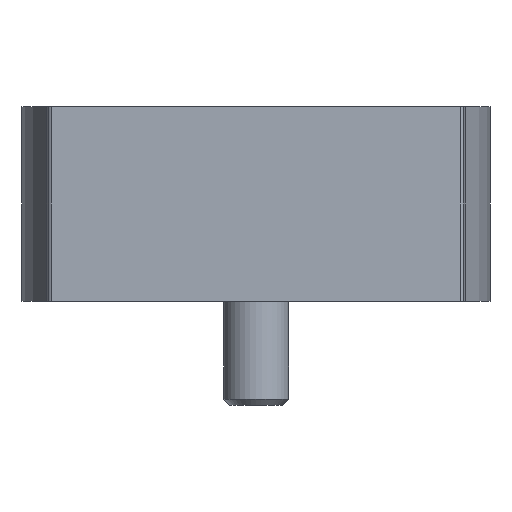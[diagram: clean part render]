
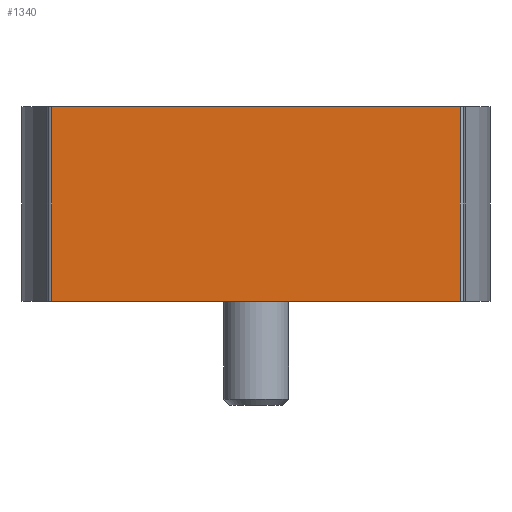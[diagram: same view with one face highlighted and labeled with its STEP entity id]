
A CAD part, left-side view. The second image highlights one B-rep face of the part: STEP entity #1340.
In plain terms, the highlighted face is planar.
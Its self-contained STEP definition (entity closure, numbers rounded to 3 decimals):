
#238=ORIENTED_EDGE('',*,*,#547,.T.);
#239=ORIENTED_EDGE('',*,*,#593,.F.);
#240=ORIENTED_EDGE('',*,*,#594,.F.);
#241=ORIENTED_EDGE('',*,*,#591,.T.);
#547=EDGE_CURVE('',#733,#732,#854,.T.);
#591=EDGE_CURVE('',#769,#733,#874,.T.);
#593=EDGE_CURVE('',#770,#732,#875,.T.);
#594=EDGE_CURVE('',#769,#770,#876,.T.);
#732=VERTEX_POINT('',#2086);
#733=VERTEX_POINT('',#2088);
#769=VERTEX_POINT('',#2176);
#770=VERTEX_POINT('',#2180);
#854=LINE('',#2087,#951);
#874=LINE('',#2175,#971);
#875=LINE('',#2179,#972);
#876=LINE('',#2181,#973);
#951=VECTOR('',#1638,1000.);
#971=VECTOR('',#1722,1000.);
#972=VECTOR('',#1727,1000.);
#973=VECTOR('',#1728,1000.);
#1061=EDGE_LOOP('',(#238,#239,#240,#241));
#1182=FACE_BOUND('',#1061,.T.);
#1292=PLANE('',#1486);
#1340=ADVANCED_FACE('',(#1182),#1292,.F.);
#1486=AXIS2_PLACEMENT_3D('',#2178,#1725,#1726);
#1638=DIRECTION('',(0.,0.,-1.));
#1722=DIRECTION('',(0.,-1.,0.));
#1725=DIRECTION('',(-1.,0.,0.));
#1726=DIRECTION('',(0.,0.,1.));
#1727=DIRECTION('',(0.,-1.,0.));
#1728=DIRECTION('',(0.,0.,-1.));
#2086=CARTESIAN_POINT('',(27.5,0.,-15.7));
#2087=CARTESIAN_POINT('',(27.5,0.,15.7));
#2088=CARTESIAN_POINT('',(27.5,0.,15.7));
#2175=CARTESIAN_POINT('',(27.5,15.,15.7));
#2176=CARTESIAN_POINT('',(27.5,15.,15.7));
#2178=CARTESIAN_POINT('',(27.5,15.,15.7));
#2179=CARTESIAN_POINT('',(27.5,15.,-15.7));
#2180=CARTESIAN_POINT('',(27.5,15.,-15.7));
#2181=CARTESIAN_POINT('',(27.5,15.,15.7));
